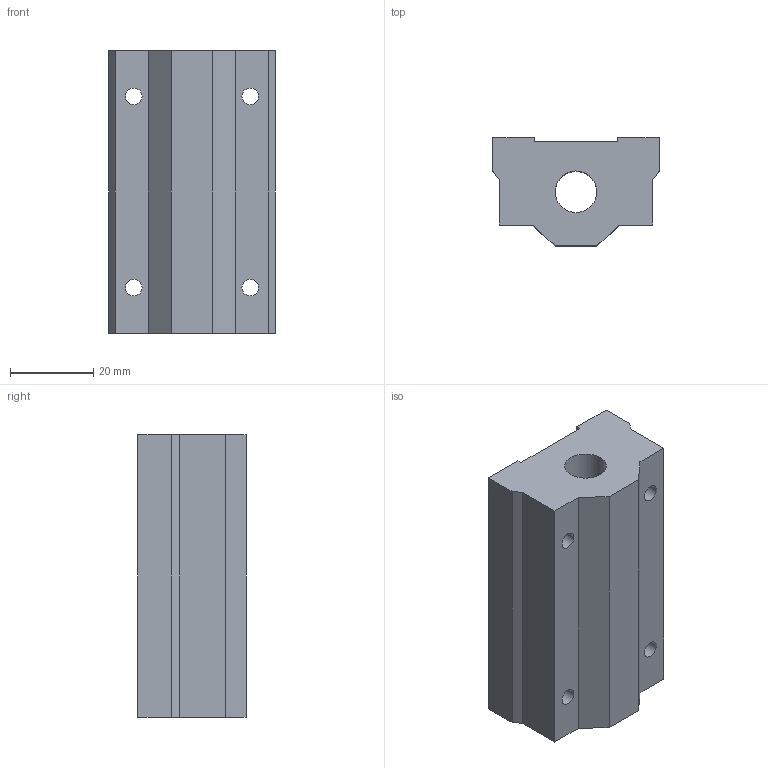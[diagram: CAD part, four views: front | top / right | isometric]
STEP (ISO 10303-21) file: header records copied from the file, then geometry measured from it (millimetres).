
FILE_DESCRIPTION(/* description */ (''),/* implementation_level */ '2;1');
FILE_NAME(/* name */ 'SC10LUU.stp',/* time_stamp */ '2017-11-02T11:31:44+07:00',/* author */ ('Thai'),/* organization */ (''),/* preprocessor_version */ 'ST-DEVELOPER v16.13',/* originating_system */ 'Autodesk Inventor 2018',/* authorisation */ '');
FILE_SCHEMA (('AUTOMOTIVE_DESIGN { 1 0 10303 214 3 1 1 }'));
Length unit declared in the file: millimetre
Products named in the file (1): SC10LUU
Bounding box: 40 x 26 x 68 mm (x, y, z)
Volume: 52087.5 mm3; surface area: 13294.7 mm2
Topology: 1 solids, 1 shells, 25 faces, 67 edges, 45 vertices
Faces by surface type: plane 19, cylinder 6
Full cylindrical faces by diameter (mm): 4 x4, 5 x1, 10 x1
Entity records: 808 total; most frequent: CARTESIAN_POINT 130, DIRECTION 124, ORIENTED_EDGE 120, EDGE_CURVE 60, LINE 48, VECTOR 48, VERTEX_POINT 44, EDGE_LOOP 42
